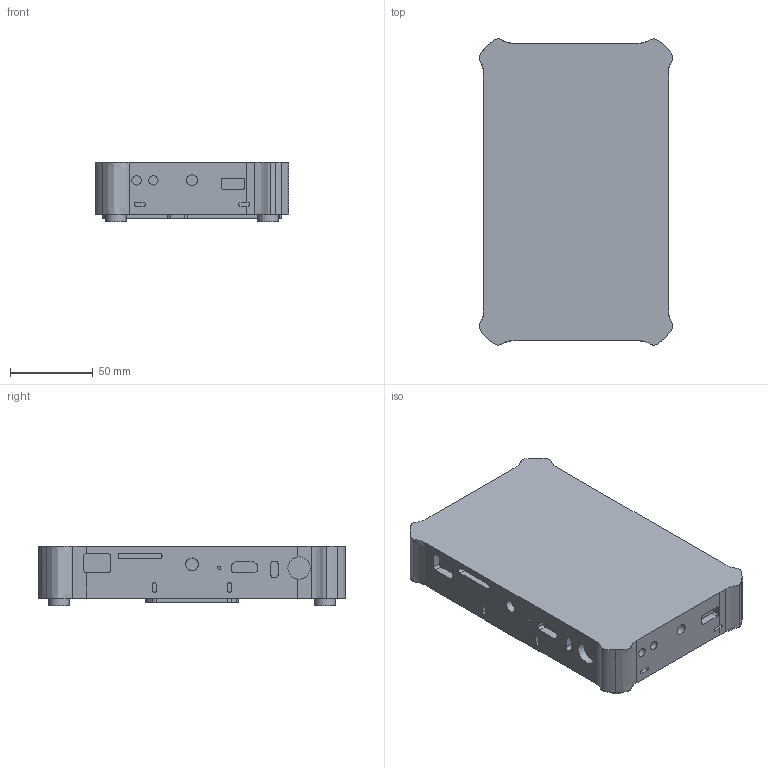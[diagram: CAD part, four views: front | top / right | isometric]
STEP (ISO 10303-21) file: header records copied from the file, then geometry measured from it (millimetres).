
FILE_DESCRIPTION(/* description */ (''),/* implementation_level */ '2;1');
FILE_NAME(/* name */ 'vidimo pro 7寸5 改散热_8.stp',/* time_stamp */ '2025-03-06T11:16:52+08:00',/* author */ (''),/* organization */ (''),/* preprocessor_version */ 'ST-DEVELOPER v19.3',/* originating_system */ 'SIEMENS PLM Software NX2212.5000',/* authorisation */ '');
FILE_SCHEMA (('AP203_CONFIGURATION_CONTROLLED_3D_DESIGN_OF_MECHANICAL_PARTS_AND_ASSEMBLIES_MIM_LF { 1 0 10303 403 2 1 2}'));
Length unit declared in the file: millimetre
Products named in the file (1): vidimo pro 7寸5 改散热_objects
Bounding box: 117.18 x 185.18 x 36 mm (x, y, z)
Volume: 618375.1 mm3; surface area: 66945.3 mm2
Topology: 1 solids, 1 shells, 267 faces, 688 edges, 464 vertices
Faces by surface type: plane 140, cylinder 96, extrusion 31
Full cylindrical faces by diameter (mm): 2 x1, 2.6 x2, 3 x5, 3.1 x3, 5.6 x2, 6.6 x2, 7.6 x1, 11.2 x1, 11.8 x4, 12.3 x4, 13.6 x1
Entity records: 10065 total; most frequent: CARTESIAN_POINT 3719, ORIENTED_EDGE 1296, DIRECTION 1190, EDGE_CURVE 648, VERTEX_POINT 450, AXIS2_PLACEMENT_3D 399, VECTOR 392, LINE 361
